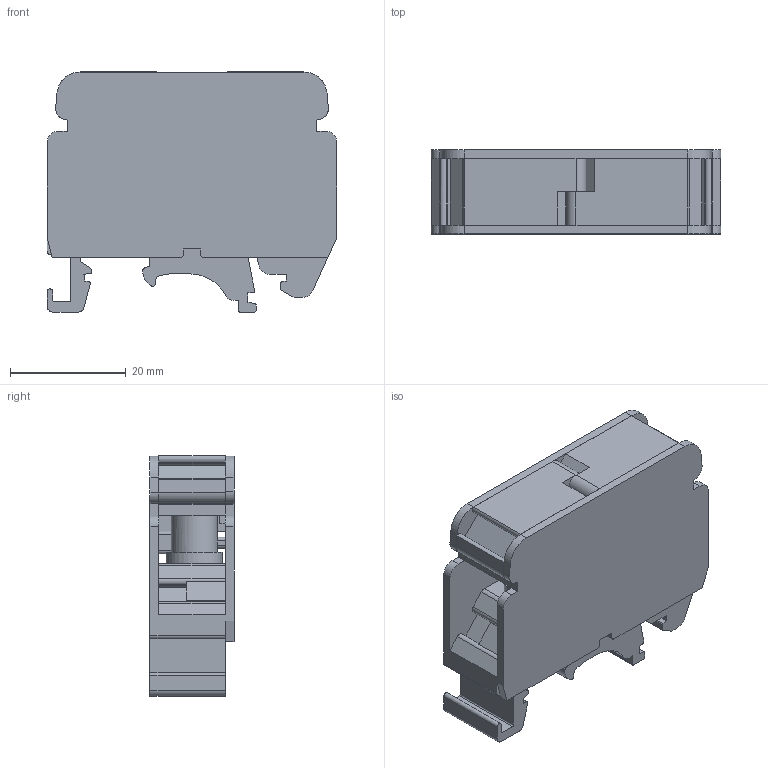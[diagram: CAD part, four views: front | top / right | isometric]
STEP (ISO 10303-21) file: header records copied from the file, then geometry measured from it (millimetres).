
FILE_DESCRIPTION(/* description */ ('Unknown'),/* implementation_level */ '2;1');
FILE_NAME(/* name */ 'KATM5C_GY_3D',/* time_stamp */ '2019-09-30T16:06:44+06:00',/* author */ ('Unknown'),/* organization */ ('Unknown'),/* preprocessor_version */ 'ST-DEVELOPER v16.7',/* originating_system */ 'DEX',/* authorisation */ $);
FILE_SCHEMA (('AUTOMOTIVE_DESIGN {1 0 10303 214 3 1 1}'));
Length unit declared in the file: millimetre
Products named in the file (1): KATM5C
Bounding box: 50 x 14.5 x 41.42 mm (x, y, z)
Volume: 16025.1 mm3; surface area: 11417.5 mm2
Topology: 1 solids, 5 shells, 362 faces, 1038 edges, 672 vertices
Faces by surface type: plane 255, cylinder 87, cone 14, sphere 6
Full cylindrical faces by diameter (mm): 2 x1, 5 x2, 7.9 x2, 9.75 x2
Entity records: 14122 total; most frequent: CARTESIAN_POINT 2170, ORIENTED_EDGE 1998, DIRECTION 1915, EDGE_CURVE 999, LINE 729, VECTOR 729, VERTEX_POINT 654, AXIS2_PLACEMENT_3D 593
